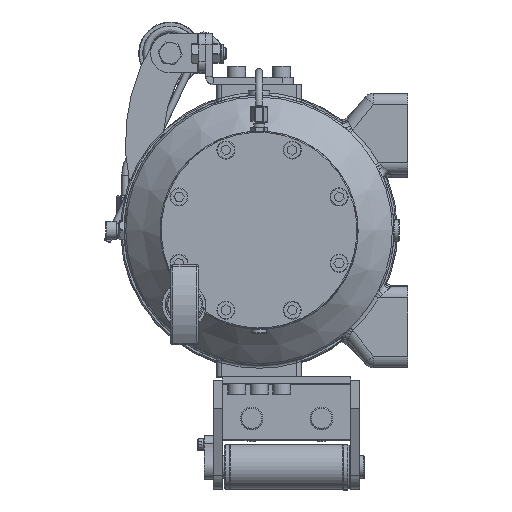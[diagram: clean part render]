
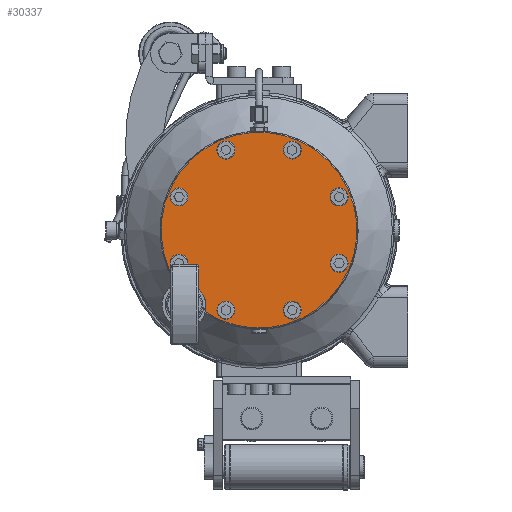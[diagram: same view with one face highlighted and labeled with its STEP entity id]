
A CAD part, top view. The second image highlights one B-rep face of the part: STEP entity #30337.
In plain terms, the highlighted planar face has unit normal (0, 0, 1).
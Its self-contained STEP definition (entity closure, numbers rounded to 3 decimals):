
#394=FACE_BOUND('',#10540,.T.);
#395=FACE_BOUND('',#10541,.T.);
#396=FACE_BOUND('',#10542,.T.);
#397=FACE_BOUND('',#10543,.T.);
#398=FACE_BOUND('',#10544,.T.);
#399=FACE_BOUND('',#10545,.T.);
#400=FACE_BOUND('',#10546,.T.);
#401=FACE_BOUND('',#10547,.T.);
#742=PLANE('',#32790);
#8905=FACE_OUTER_BOUND('',#10539,.T.);
#10539=EDGE_LOOP('',(#25780,#25781));
#10540=EDGE_LOOP('',(#25782));
#10541=EDGE_LOOP('',(#25783));
#10542=EDGE_LOOP('',(#25784));
#10543=EDGE_LOOP('',(#25785));
#10544=EDGE_LOOP('',(#25786));
#10545=EDGE_LOOP('',(#25787));
#10546=EDGE_LOOP('',(#25788));
#10547=EDGE_LOOP('',(#25789));
#12396=CIRCLE('',#32784,20.);
#12400=CIRCLE('',#32791,87.);
#12401=CIRCLE('',#32792,5.5);
#12402=CIRCLE('',#32793,5.5);
#12403=CIRCLE('',#32794,5.5);
#12404=CIRCLE('',#32795,5.5);
#12405=CIRCLE('',#32796,5.5);
#12406=CIRCLE('',#32797,5.5);
#12407=CIRCLE('',#32798,5.5);
#12408=CIRCLE('',#32799,5.5);
#15272=VERTEX_POINT('',#66125);
#15273=VERTEX_POINT('',#66138);
#15276=VERTEX_POINT('',#66174);
#15277=VERTEX_POINT('',#66176);
#15278=VERTEX_POINT('',#66178);
#15279=VERTEX_POINT('',#66180);
#15280=VERTEX_POINT('',#66182);
#15281=VERTEX_POINT('',#66184);
#15282=VERTEX_POINT('',#66186);
#15283=VERTEX_POINT('',#66188);
#19392=EDGE_CURVE('',#15273,#15272,#12396,.T.);
#19399=EDGE_CURVE('',#15272,#15273,#12400,.T.);
#19400=EDGE_CURVE('',#15276,#15276,#12401,.T.);
#19401=EDGE_CURVE('',#15277,#15277,#12402,.T.);
#19402=EDGE_CURVE('',#15278,#15278,#12403,.T.);
#19403=EDGE_CURVE('',#15279,#15279,#12404,.T.);
#19404=EDGE_CURVE('',#15280,#15280,#12405,.T.);
#19405=EDGE_CURVE('',#15281,#15281,#12406,.T.);
#19406=EDGE_CURVE('',#15282,#15282,#12407,.T.);
#19407=EDGE_CURVE('',#15283,#15283,#12408,.T.);
#25780=ORIENTED_EDGE('',*,*,#19392,.T.);
#25781=ORIENTED_EDGE('',*,*,#19399,.T.);
#25782=ORIENTED_EDGE('',*,*,#19400,.F.);
#25783=ORIENTED_EDGE('',*,*,#19401,.F.);
#25784=ORIENTED_EDGE('',*,*,#19402,.F.);
#25785=ORIENTED_EDGE('',*,*,#19403,.F.);
#25786=ORIENTED_EDGE('',*,*,#19404,.F.);
#25787=ORIENTED_EDGE('',*,*,#19405,.F.);
#25788=ORIENTED_EDGE('',*,*,#19406,.F.);
#25789=ORIENTED_EDGE('',*,*,#19407,.F.);
#30337=ADVANCED_FACE('',(#8905,#394,#395,#396,#397,#398,#399,#400,#401),
#742,.F.);
#32784=AXIS2_PLACEMENT_3D('',#66139,#38973,#38974);
#32790=AXIS2_PLACEMENT_3D('',#66172,#38986,#38987);
#32791=AXIS2_PLACEMENT_3D('',#66173,#38988,#38989);
#32792=AXIS2_PLACEMENT_3D('',#66175,#38990,#38991);
#32793=AXIS2_PLACEMENT_3D('',#66177,#38992,#38993);
#32794=AXIS2_PLACEMENT_3D('',#66179,#38994,#38995);
#32795=AXIS2_PLACEMENT_3D('',#66181,#38996,#38997);
#32796=AXIS2_PLACEMENT_3D('',#66183,#38998,#38999);
#32797=AXIS2_PLACEMENT_3D('',#66185,#39000,#39001);
#32798=AXIS2_PLACEMENT_3D('',#66187,#39002,#39003);
#32799=AXIS2_PLACEMENT_3D('',#66189,#39004,#39005);
#38973=DIRECTION('center_axis',(0.,0.,
-1.));
#38974=DIRECTION('ref_axis',(-0.707,-0.707,0.));
#38986=DIRECTION('center_axis',(0.,0.,
-1.));
#38987=DIRECTION('ref_axis',(-0.707,-0.707,0.));
#38988=DIRECTION('center_axis',(0.,0.,
1.));
#38989=DIRECTION('ref_axis',(-0.707,-0.707,0.));
#38990=DIRECTION('center_axis',(0.,0.,
1.));
#38991=DIRECTION('ref_axis',(1.,0.,0.));
#38992=DIRECTION('center_axis',(0.,0.,
1.));
#38993=DIRECTION('ref_axis',(0.707,-0.707,0.));
#38994=DIRECTION('center_axis',(0.,0.,
1.));
#38995=DIRECTION('ref_axis',(0.,-1.,0.));
#38996=DIRECTION('center_axis',(0.,0.,
1.));
#38997=DIRECTION('ref_axis',(-0.707,-0.707,0.));
#38998=DIRECTION('center_axis',(0.,0.,
1.));
#38999=DIRECTION('ref_axis',(-1.,0.,0.));
#39000=DIRECTION('center_axis',(0.,0.,
1.));
#39001=DIRECTION('ref_axis',(-0.707,0.707,0.));
#39002=DIRECTION('center_axis',(0.,0.,
1.));
#39003=DIRECTION('ref_axis',(0.,1.,0.));
#39004=DIRECTION('center_axis',(0.,0.,
1.));
#39005=DIRECTION('ref_axis',(0.707,0.707,0.));
#66125=CARTESIAN_POINT('',(-47.927,-72.608,192.));
#66138=CARTESIAN_POINT('',(-72.608,-47.927,192.));
#66139=CARTESIAN_POINT('Origin',(-67.175,-67.175,192.));
#66172=CARTESIAN_POINT('Origin',(0.,0.,
192.));
#66173=CARTESIAN_POINT('Origin',(0.,0.,
192.));
#66174=CARTESIAN_POINT('',(-34.967,71.139,192.));
#66175=CARTESIAN_POINT('Origin',(-29.467,71.139,192.));
#66176=CARTESIAN_POINT('',(25.578,75.028,192.));
#66177=CARTESIAN_POINT('Origin',(29.467,71.139,192.));
#66178=CARTESIAN_POINT('',(71.139,34.967,192.));
#66179=CARTESIAN_POINT('Origin',(71.139,29.467,192.));
#66180=CARTESIAN_POINT('',(75.028,-25.578,192.));
#66181=CARTESIAN_POINT('Origin',(71.139,-29.467,192.));
#66182=CARTESIAN_POINT('',(34.967,-71.139,192.));
#66183=CARTESIAN_POINT('Origin',(29.467,-71.139,192.));
#66184=CARTESIAN_POINT('',(-25.578,-75.028,192.));
#66185=CARTESIAN_POINT('Origin',(-29.467,-71.139,192.));
#66186=CARTESIAN_POINT('',(-71.139,-34.967,192.));
#66187=CARTESIAN_POINT('Origin',(-71.139,-29.467,192.));
#66188=CARTESIAN_POINT('',(-75.028,25.578,192.));
#66189=CARTESIAN_POINT('Origin',(-71.139,29.467,192.));
